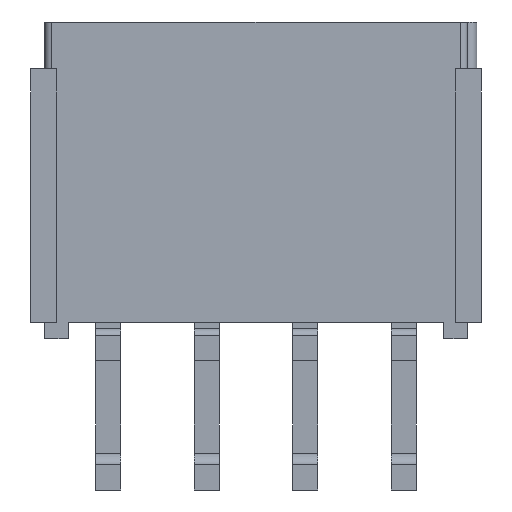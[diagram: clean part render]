
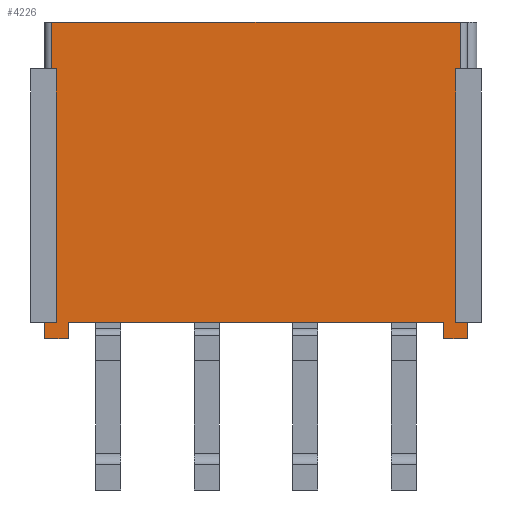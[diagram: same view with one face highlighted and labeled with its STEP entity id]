
A CAD part, front view. The second image highlights one B-rep face of the part: STEP entity #4226.
In plain terms, the highlighted planar face has unit normal (0, -1, 0).
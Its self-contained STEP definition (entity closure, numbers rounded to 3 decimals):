
#43 = VERTEX_POINT ( 'NONE', #5788 ) ;
#88 = VECTOR ( 'NONE', #7252, 1000. ) ;
#96 = CARTESIAN_POINT ( 'NONE',  ( 8., 0.4, -12.8 ) ) ;
#190 = CARTESIAN_POINT ( 'NONE',  ( -8.7, 0.4, -2. ) ) ;
#269 = VECTOR ( 'NONE', #5475, 1000. ) ;
#325 = VECTOR ( 'NONE', #5763, 1000. ) ;
#389 = EDGE_CURVE ( 'NONE', #3080, #3900, #5954, .T. ) ;
#446 = AXIS2_PLACEMENT_3D ( 'NONE', #4700, #2301, #493 ) ;
#477 = ORIENTED_EDGE ( 'NONE', *, *, #4862, .T. ) ;
#493 = DIRECTION ( 'NONE',  ( 0., 0., -1. ) ) ;
#498 = DIRECTION ( 'NONE',  ( -1., 0., 0. ) ) ;
#556 = CARTESIAN_POINT ( 'NONE',  ( -9., 0.4, -13.5 ) ) ;
#593 = PLANE ( 'NONE',  #446 ) ;
#634 = ORIENTED_EDGE ( 'NONE', *, *, #4565, .F. ) ;
#636 = DIRECTION ( 'NONE',  ( 0., 0., -1. ) ) ;
#650 = LINE ( 'NONE', #1118, #4785 ) ;
#670 = CARTESIAN_POINT ( 'NONE',  ( -8.5, 0.4, -12.8 ) ) ;
#725 = LINE ( 'NONE', #2037, #6416 ) ;
#750 = VERTEX_POINT ( 'NONE', #5824 ) ;
#765 = CARTESIAN_POINT ( 'NONE',  ( -8., 0.4, -13.5 ) ) ;
#785 = EDGE_CURVE ( 'NONE', #1932, #7372, #3320, .T. ) ;
#890 = VERTEX_POINT ( 'NONE', #2865 ) ;
#894 = ORIENTED_EDGE ( 'NONE', *, *, #2951, .F. ) ;
#979 = EDGE_CURVE ( 'NONE', #1932, #4376, #6709, .T. ) ;
#997 = ORIENTED_EDGE ( 'NONE', *, *, #785, .T. ) ;
#1118 = CARTESIAN_POINT ( 'NONE',  ( -9., 0.4, -12.8 ) ) ;
#1174 = LINE ( 'NONE', #4564, #5675 ) ;
#1427 = CARTESIAN_POINT ( 'NONE',  ( -8.5, 0.4, -2. ) ) ;
#1428 = CARTESIAN_POINT ( 'NONE',  ( 8.7, 0.4, 0. ) ) ;
#1505 = VECTOR ( 'NONE', #7469, 1000. ) ;
#1510 = EDGE_CURVE ( 'NONE', #5263, #5885, #650, .T. ) ;
#1511 = DIRECTION ( 'NONE',  ( 0., 0., -1. ) ) ;
#1753 = FACE_OUTER_BOUND ( 'NONE', #5972, .T. ) ;
#1932 = VERTEX_POINT ( 'NONE', #2489 ) ;
#1996 = CARTESIAN_POINT ( 'NONE',  ( 8.7, 0.4, -2. ) ) ;
#2007 = VERTEX_POINT ( 'NONE', #6010 ) ;
#2037 = CARTESIAN_POINT ( 'NONE',  ( 9., 0.4, -12.8 ) ) ;
#2102 = ORIENTED_EDGE ( 'NONE', *, *, #5461, .F. ) ;
#2301 = DIRECTION ( 'NONE',  ( 0., -1., 0. ) ) ;
#2346 = EDGE_CURVE ( 'NONE', #3680, #4592, #2444, .T. ) ;
#2406 = ORIENTED_EDGE ( 'NONE', *, *, #389, .F. ) ;
#2444 = LINE ( 'NONE', #6654, #88 ) ;
#2489 = CARTESIAN_POINT ( 'NONE',  ( 8., 0.4, -12.8 ) ) ;
#2525 = ORIENTED_EDGE ( 'NONE', *, *, #4069, .T. ) ;
#2673 = VERTEX_POINT ( 'NONE', #3853 ) ;
#2788 = DIRECTION ( 'NONE',  ( 0., 0., -1. ) ) ;
#2798 = EDGE_CURVE ( 'NONE', #890, #5263, #3710, .T. ) ;
#2865 = CARTESIAN_POINT ( 'NONE',  ( -8.5, 0.4, -12.8 ) ) ;
#2915 = LINE ( 'NONE', #4946, #3469 ) ;
#2942 = ORIENTED_EDGE ( 'NONE', *, *, #979, .F. ) ;
#2951 = EDGE_CURVE ( 'NONE', #4592, #2007, #6020, .T. ) ;
#3034 = DIRECTION ( 'NONE',  ( 0., 0., 1. ) ) ;
#3080 = VERTEX_POINT ( 'NONE', #3129 ) ;
#3107 = DIRECTION ( 'NONE',  ( -1., 0., 0. ) ) ;
#3119 = ORIENTED_EDGE ( 'NONE', *, *, #2346, .F. ) ;
#3124 = LINE ( 'NONE', #670, #3672 ) ;
#3129 = CARTESIAN_POINT ( 'NONE',  ( -8.5, 0.4, -2. ) ) ;
#3265 = DIRECTION ( 'NONE',  ( 0., 0., 1. ) ) ;
#3320 = LINE ( 'NONE', #96, #5895 ) ;
#3358 = VECTOR ( 'NONE', #3107, 1000. ) ;
#3469 = VECTOR ( 'NONE', #3728, 1000. ) ;
#3563 = DIRECTION ( 'NONE',  ( -1., 0., 0. ) ) ;
#3568 = ORIENTED_EDGE ( 'NONE', *, *, #3588, .F. ) ;
#3588 = EDGE_CURVE ( 'NONE', #4376, #7161, #6909, .T. ) ;
#3631 = ORIENTED_EDGE ( 'NONE', *, *, #7571, .F. ) ;
#3672 = VECTOR ( 'NONE', #3034, 1000. ) ;
#3680 = VERTEX_POINT ( 'NONE', #4710 ) ;
#3710 = LINE ( 'NONE', #5719, #325 ) ;
#3728 = DIRECTION ( 'NONE',  ( 0., 0., 1. ) ) ;
#3751 = CARTESIAN_POINT ( 'NONE',  ( 8.5, 0.4, -2. ) ) ;
#3776 = VECTOR ( 'NONE', #6422, 1000. ) ;
#3853 = CARTESIAN_POINT ( 'NONE',  ( -8.7, 0.4, 0. ) ) ;
#3894 = VECTOR ( 'NONE', #4523, 1000. ) ;
#3900 = VERTEX_POINT ( 'NONE', #190 ) ;
#3944 = ORIENTED_EDGE ( 'NONE', *, *, #6976, .F. ) ;
#3950 = VECTOR ( 'NONE', #3265, 1000. ) ;
#3973 = VECTOR ( 'NONE', #636, 1000. ) ;
#3996 = ORIENTED_EDGE ( 'NONE', *, *, #1510, .T. ) ;
#4050 = VERTEX_POINT ( 'NONE', #1428 ) ;
#4069 = EDGE_CURVE ( 'NONE', #3680, #4050, #7273, .T. ) ;
#4164 = CARTESIAN_POINT ( 'NONE',  ( -8., 0.4, -12.8 ) ) ;
#4226 = ADVANCED_FACE ( 'NONE', ( #1753 ), #593, .T. ) ;
#4231 = VECTOR ( 'NONE', #3563, 1000. ) ;
#4376 = VERTEX_POINT ( 'NONE', #4164 ) ;
#4454 = ORIENTED_EDGE ( 'NONE', *, *, #2798, .T. ) ;
#4523 = DIRECTION ( 'NONE',  ( -1., 0., 0. ) ) ;
#4564 = CARTESIAN_POINT ( 'NONE',  ( 9., 0.4, -13.5 ) ) ;
#4565 = EDGE_CURVE ( 'NONE', #3900, #2673, #2915, .T. ) ;
#4592 = VERTEX_POINT ( 'NONE', #3751 ) ;
#4628 = CARTESIAN_POINT ( 'NONE',  ( -8., 0.4, -12.8 ) ) ;
#4700 = CARTESIAN_POINT ( 'NONE',  ( 9., 0.4, 0. ) ) ;
#4710 = CARTESIAN_POINT ( 'NONE',  ( 8.7, 0.4, -2. ) ) ;
#4785 = VECTOR ( 'NONE', #2788, 1000. ) ;
#4862 = EDGE_CURVE ( 'NONE', #4050, #2673, #7400, .T. ) ;
#4946 = CARTESIAN_POINT ( 'NONE',  ( -8.7, 0.4, -2. ) ) ;
#5018 = LINE ( 'NONE', #6811, #1505 ) ;
#5019 = EDGE_CURVE ( 'NONE', #750, #2007, #5018, .T. ) ;
#5263 = VERTEX_POINT ( 'NONE', #5797 ) ;
#5461 = EDGE_CURVE ( 'NONE', #7161, #5885, #7112, .T. ) ;
#5475 = DIRECTION ( 'NONE',  ( -1., 0., 0. ) ) ;
#5675 = VECTOR ( 'NONE', #498, 1000. ) ;
#5719 = CARTESIAN_POINT ( 'NONE',  ( -8.5, 0.4, -12.8 ) ) ;
#5763 = DIRECTION ( 'NONE',  ( -1., 0., 0. ) ) ;
#5788 = CARTESIAN_POINT ( 'NONE',  ( 9., 0.4, -13.5 ) ) ;
#5797 = CARTESIAN_POINT ( 'NONE',  ( -9., 0.4, -12.8 ) ) ;
#5824 = CARTESIAN_POINT ( 'NONE',  ( 9., 0.4, -12.8 ) ) ;
#5885 = VERTEX_POINT ( 'NONE', #556 ) ;
#5895 = VECTOR ( 'NONE', #7002, 1000. ) ;
#5954 = LINE ( 'NONE', #1427, #269 ) ;
#5972 = EDGE_LOOP ( 'NONE', ( #3119, #2525, #477, #634, #2406, #3944, #4454, #3996, #2102, #3568, #2942, #997, #3631, #6717, #6648, #894 ) ) ;
#6010 = CARTESIAN_POINT ( 'NONE',  ( 8.5, 0.4, -12.8 ) ) ;
#6020 = LINE ( 'NONE', #6412, #3973 ) ;
#6035 = CARTESIAN_POINT ( 'NONE',  ( -8., 0.4, -13.5 ) ) ;
#6284 = CARTESIAN_POINT ( 'NONE',  ( 8.7, 0.4, 0. ) ) ;
#6412 = CARTESIAN_POINT ( 'NONE',  ( 8.5, 0.4, -2. ) ) ;
#6416 = VECTOR ( 'NONE', #1511, 1000. ) ;
#6422 = DIRECTION ( 'NONE',  ( 0., 0., -1. ) ) ;
#6648 = ORIENTED_EDGE ( 'NONE', *, *, #5019, .T. ) ;
#6654 = CARTESIAN_POINT ( 'NONE',  ( 8.7, 0.4, -2. ) ) ;
#6709 = LINE ( 'NONE', #7071, #4231 ) ;
#6717 = ORIENTED_EDGE ( 'NONE', *, *, #7271, .F. ) ;
#6811 = CARTESIAN_POINT ( 'NONE',  ( 9., 0.4, -12.8 ) ) ;
#6909 = LINE ( 'NONE', #4628, #3776 ) ;
#6976 = EDGE_CURVE ( 'NONE', #890, #3080, #3124, .T. ) ;
#7002 = DIRECTION ( 'NONE',  ( 0., 0., -1. ) ) ;
#7071 = CARTESIAN_POINT ( 'NONE',  ( 8., 0.4, -12.8 ) ) ;
#7112 = LINE ( 'NONE', #6035, #3358 ) ;
#7161 = VERTEX_POINT ( 'NONE', #765 ) ;
#7252 = DIRECTION ( 'NONE',  ( -1., 0., 0. ) ) ;
#7271 = EDGE_CURVE ( 'NONE', #750, #43, #725, .T. ) ;
#7273 = LINE ( 'NONE', #1996, #3950 ) ;
#7372 = VERTEX_POINT ( 'NONE', #7524 ) ;
#7400 = LINE ( 'NONE', #6284, #3894 ) ;
#7469 = DIRECTION ( 'NONE',  ( -1., 0., 0. ) ) ;
#7524 = CARTESIAN_POINT ( 'NONE',  ( 8., 0.4, -13.5 ) ) ;
#7571 = EDGE_CURVE ( 'NONE', #43, #7372, #1174, .T. ) ;
